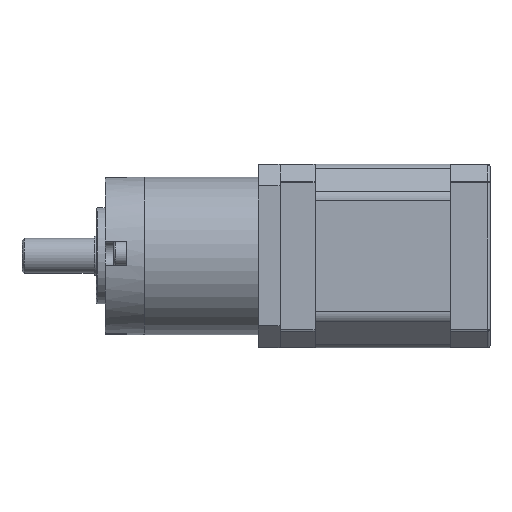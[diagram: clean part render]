
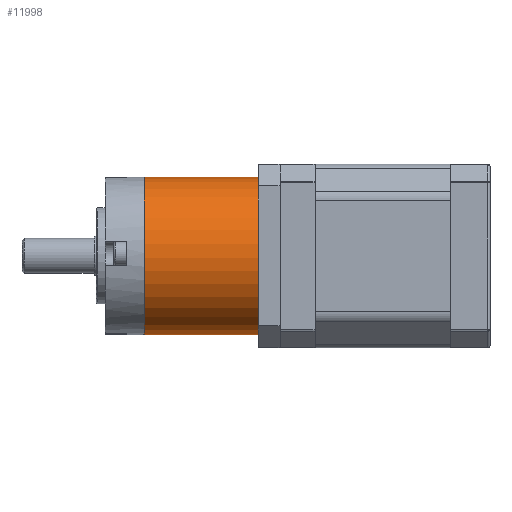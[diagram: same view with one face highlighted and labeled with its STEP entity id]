
A CAD part, left-side view. The second image highlights one B-rep face of the part: STEP entity #11998.
In plain terms, the highlighted cylindrical face has radius 18 mm (diameter 36 mm), a partial arc.
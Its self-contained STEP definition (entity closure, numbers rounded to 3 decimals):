
#964 = DIRECTION ( 'NONE',  ( -1., 0., 0. ) ) ;
#1392 = EDGE_CURVE ( 'NONE', #21813, #4129, #21511, .T. ) ;
#3801 = ORIENTED_EDGE ( 'NONE', *, *, #1392, .T. ) ;
#3857 = CARTESIAN_POINT ( 'NONE',  ( 18., 0., 26. ) ) ;
#4076 = VERTEX_POINT ( 'NONE', #8840 ) ;
#4129 = VERTEX_POINT ( 'NONE', #18617 ) ;
#4443 = CYLINDRICAL_SURFACE ( 'NONE', #14361, 18. ) ;
#5789 = DIRECTION ( 'NONE',  ( 0., 0., 1. ) ) ;
#5900 = ORIENTED_EDGE ( 'NONE', *, *, #13909, .F. ) ;
#7635 = EDGE_LOOP ( 'NONE', ( #5900, #15125, #24511, #3801 ) ) ;
#8840 = CARTESIAN_POINT ( 'NONE',  ( -18., 0., 26. ) ) ;
#10228 = CARTESIAN_POINT ( 'NONE',  ( -18., 0., 0. ) ) ;
#11311 = EDGE_CURVE ( 'NONE', #4076, #20515, #23441, .T. ) ;
#11998 = ADVANCED_FACE ( 'NONE', ( #14591 ), #4443, .T. ) ;
#12139 = LINE ( 'NONE', #22058, #18755 ) ;
#12336 = AXIS2_PLACEMENT_3D ( 'NONE', #24801, #14395, #22251 ) ;
#13575 = VECTOR ( 'NONE', #15674, 1000. ) ;
#13909 = EDGE_CURVE ( 'NONE', #20515, #4129, #19298, .T. ) ;
#14361 = AXIS2_PLACEMENT_3D ( 'NONE', #18311, #16388, #964 ) ;
#14395 = DIRECTION ( 'NONE',  ( 0., 0., 1. ) ) ;
#14591 = FACE_OUTER_BOUND ( 'NONE', #7635, .T. ) ;
#15125 = ORIENTED_EDGE ( 'NONE', *, *, #11311, .F. ) ;
#15562 = CARTESIAN_POINT ( 'NONE',  ( 0., 0., 0. ) ) ;
#15674 = DIRECTION ( 'NONE',  ( 0., 0., -1. ) ) ;
#16388 = DIRECTION ( 'NONE',  ( 0., 0., -1. ) ) ;
#17622 = DIRECTION ( 'NONE',  ( 1., 0., 0. ) ) ;
#17813 = AXIS2_PLACEMENT_3D ( 'NONE', #15562, #5789, #17622 ) ;
#18311 = CARTESIAN_POINT ( 'NONE',  ( 0., 0., 26. ) ) ;
#18617 = CARTESIAN_POINT ( 'NONE',  ( 18., 0., 0. ) ) ;
#18755 = VECTOR ( 'NONE', #20252, 1000. ) ;
#19298 = LINE ( 'NONE', #3857, #13575 ) ;
#19765 = EDGE_CURVE ( 'NONE', #4076, #21813, #12139, .T. ) ;
#20252 = DIRECTION ( 'NONE',  ( 0., 0., -1. ) ) ;
#20515 = VERTEX_POINT ( 'NONE', #25434 ) ;
#21511 = CIRCLE ( 'NONE', #17813, 18. ) ;
#21813 = VERTEX_POINT ( 'NONE', #10228 ) ;
#22058 = CARTESIAN_POINT ( 'NONE',  ( -18., 0., 26. ) ) ;
#22251 = DIRECTION ( 'NONE',  ( 1., 0., 0. ) ) ;
#23441 = CIRCLE ( 'NONE', #12336, 18. ) ;
#24511 = ORIENTED_EDGE ( 'NONE', *, *, #19765, .T. ) ;
#24801 = CARTESIAN_POINT ( 'NONE',  ( 0., 0., 26. ) ) ;
#25434 = CARTESIAN_POINT ( 'NONE',  ( 18., 0., 26. ) ) ;
